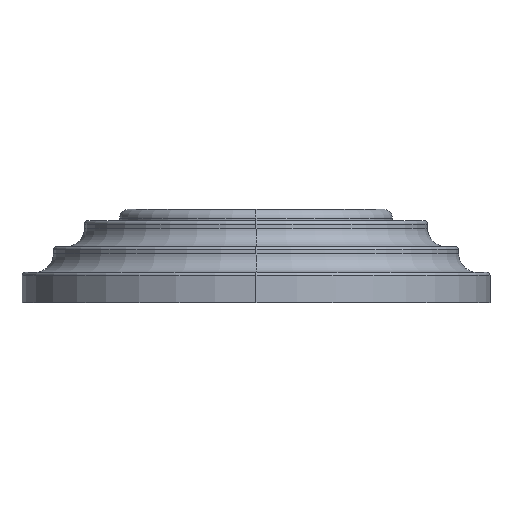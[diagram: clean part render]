
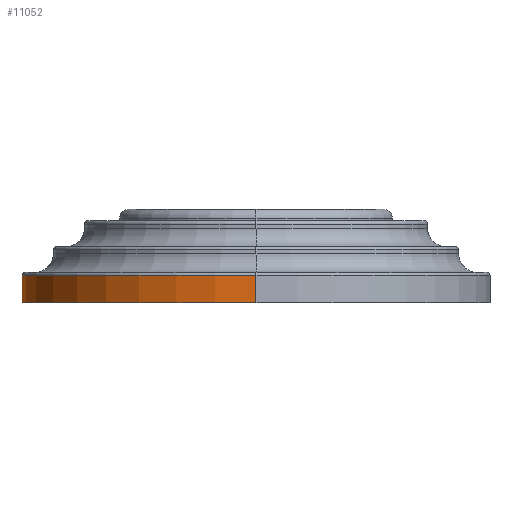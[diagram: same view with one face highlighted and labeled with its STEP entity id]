
A CAD part, left-side view. The second image highlights one B-rep face of the part: STEP entity #11052.
In plain terms, the highlighted cylindrical face has radius 38.1 mm (diameter 76.2 mm), a partial arc.
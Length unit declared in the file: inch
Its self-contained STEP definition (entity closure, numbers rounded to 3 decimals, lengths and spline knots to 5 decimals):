
#10601=CARTESIAN_POINT('',(0.,0.175,0.));
#10602=DIRECTION('',(0.,1.,0.));
#10603=DIRECTION('',(-1.,0.,0.));
#10604=AXIS2_PLACEMENT_3D('',#10601,#10602,#10603);
#10606=CARTESIAN_POINT('',(0.,0.,0.));
#10607=DIRECTION('',(0.,-1.,0.));
#10608=DIRECTION('',(1.,0.,0.));
#10609=AXIS2_PLACEMENT_3D('',#10606,#10607,#10608);
#10891=DIRECTION('',(0.,1.,0.));
#10892=VECTOR('',#10891,0.175);
#10893=CARTESIAN_POINT('',(-1.5,0.,0.));
#10894=LINE('',#10893,#10892);
#10900=DIRECTION('',(0.,1.,0.));
#10901=VECTOR('',#10900,0.175);
#10902=CARTESIAN_POINT('',(1.5,0.,0.));
#10903=LINE('',#10902,#10901);
#10949=CARTESIAN_POINT('',(1.5,0.,0.));
#10950=CARTESIAN_POINT('',(-1.5,0.,0.));
#10951=VERTEX_POINT('',#10949);
#10952=VERTEX_POINT('',#10950);
#11005=CARTESIAN_POINT('',(-1.5,0.175,0.));
#11006=CARTESIAN_POINT('',(1.5,0.175,0.));
#11007=VERTEX_POINT('',#11005);
#11008=VERTEX_POINT('',#11006);
#11037=CARTESIAN_POINT('',(0.,0.55125,0.));
#11038=DIRECTION('',(0.,-1.,0.));
#11039=DIRECTION('',(-1.,0.,0.));
#11040=AXIS2_PLACEMENT_3D('',#11037,#11038,#11039);
#11041=CYLINDRICAL_SURFACE('',#11040,1.5);
#11043=ORIENTED_EDGE('',*,*,#11042,.T.);
#11045=ORIENTED_EDGE('',*,*,#11044,.F.);
#11047=ORIENTED_EDGE('',*,*,#11046,.T.);
#11049=ORIENTED_EDGE('',*,*,#11048,.T.);
#11050=EDGE_LOOP('',(#11043,#11045,#11047,#11049));
#11051=FACE_OUTER_BOUND('',#11050,.F.);
#11052=ADVANCED_FACE('',(#11051),#11041,.T.);
#10605=CIRCLE('',#10604,1.5);
#10610=CIRCLE('',#10609,1.5);
#11042=EDGE_CURVE('',#11007,#11008,#10605,.T.);
#11044=EDGE_CURVE('',#10951,#11008,#10903,.T.);
#11046=EDGE_CURVE('',#10951,#10952,#10610,.T.);
#11048=EDGE_CURVE('',#10952,#11007,#10894,.T.);
